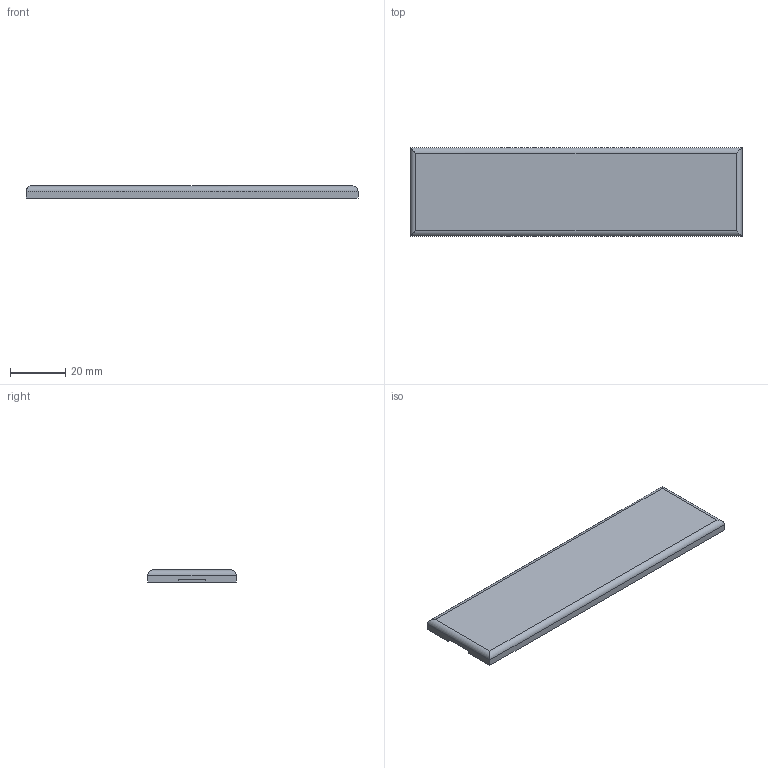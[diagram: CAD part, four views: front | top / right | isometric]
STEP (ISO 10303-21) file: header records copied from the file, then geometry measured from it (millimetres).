
FILE_DESCRIPTION (( 'STEP AP203' ), '1' );
FILE_NAME ('C-26-A-1.STEP', '2020-05-14T01:08:07', ( '' ), ( '' ), 'SwSTEP 2.0', 'SolidWorks 2018', '' );
FILE_SCHEMA (( 'CONFIG_CONTROL_DESIGN' ));
Length unit declared in the file: millimetre
Products named in the file (3): C-26-A-1; C-26-A-1_カバー_; C-26-A-1_ベース_
Assembly tree (2 placements, depth 2):
  C-26-A-1
    C-26-A-1_ベース_
    C-26-A-1_カバー_
Bounding box: 120 x 32 x 4.4 mm (x, y, z)
Volume: 13094.8 mm3; surface area: 18174.4 mm2
Topology: 2 solids, 2 shells, 137 faces, 356 edges, 232 vertices
Faces by surface type: plane 118, cylinder 11, cone 4, sphere 4
Entity records: 4425 total; most frequent: CARTESIAN_POINT 742, ORIENTED_EDGE 712, DIRECTION 666, EDGE_CURVE 356, LINE 322, VECTOR 322, VERTEX_POINT 232, AXIS2_PLACEMENT_3D 172
